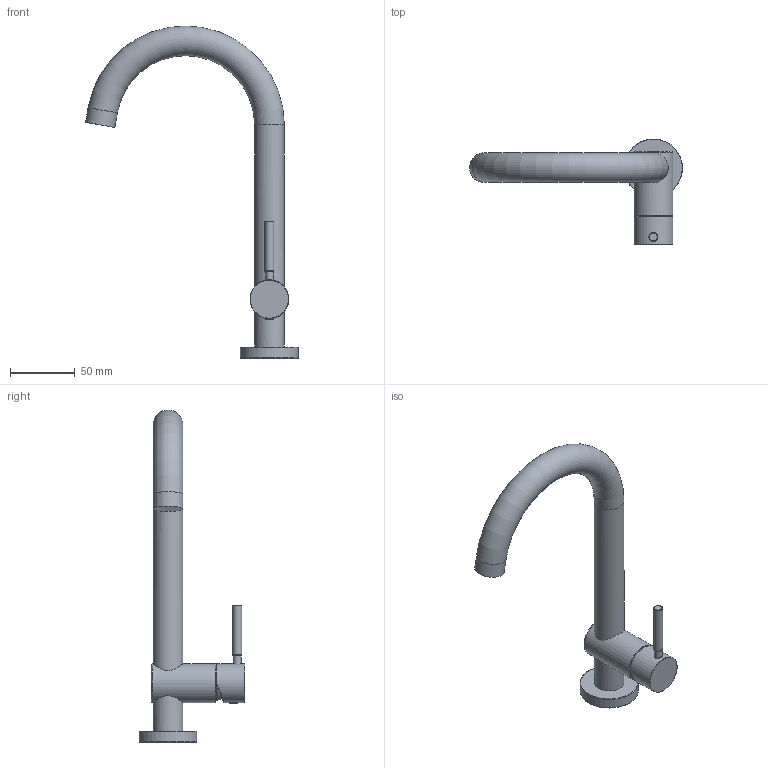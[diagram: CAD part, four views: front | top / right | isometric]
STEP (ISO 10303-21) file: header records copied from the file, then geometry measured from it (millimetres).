
FILE_DESCRIPTION(/* description */ (''),/* implementation_level */ '2;1');
FILE_NAME(/* name */ 'AZ701 3D.stp',/* time_stamp */ '2019-05-15T16:08:43-04:00',/* author */ ('sbelange'),/* organization */ (''),/* preprocessor_version */ 'ST-DEVELOPER v17',/* originating_system */ 'Autodesk Inventor 2018',/* authorisation */ '');
FILE_SCHEMA (('AUTOMOTIVE_DESIGN { 1 0 10303 214 3 1 1 }'));
Length unit declared in the file: millimetre
Products named in the file (1): AZ701
Bounding box: 164.77 x 82.05 x 257 mm (x, y, z)
Volume: 211097.2 mm3; surface area: 38442.4 mm2
Topology: 1 solids, 1 shells, 36 faces, 101 edges, 72 vertices
Faces by surface type: torus 11, cylinder 10, plane 10, bspline 3, sphere 2
Full cylindrical faces by diameter (mm): 6 x1, 6.2 x1, 7 x1, 23 x3, 25 x1, 30 x2, 45 x1
Entity records: 1666 total; most frequent: CARTESIAN_POINT 600, DIRECTION 218, ORIENTED_EDGE 202, EDGE_CURVE 101, AXIS2_PLACEMENT_3D 99, VERTEX_POINT 72, CIRCLE 61, EDGE_LOOP 41
